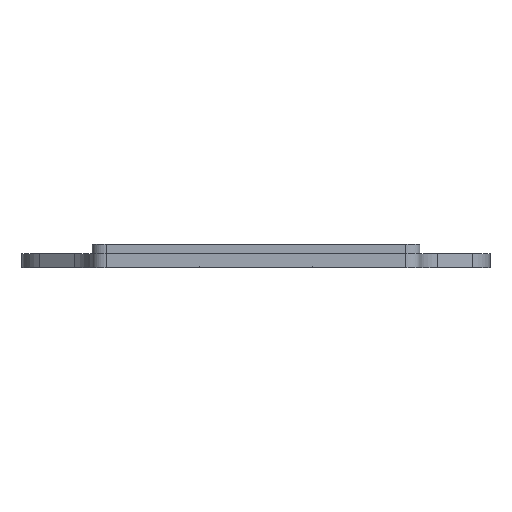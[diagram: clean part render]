
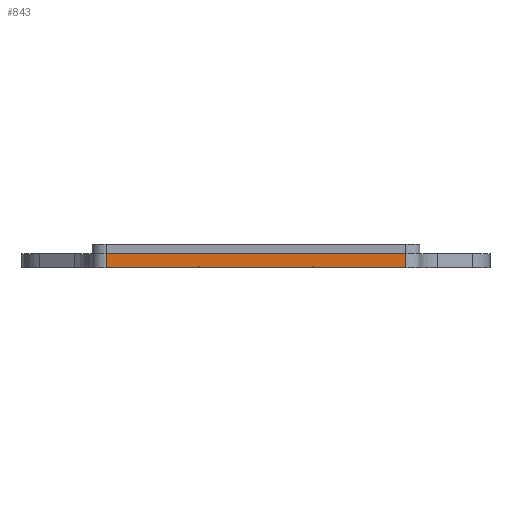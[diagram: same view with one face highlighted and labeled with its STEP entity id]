
A CAD part, left-side view. The second image highlights one B-rep face of the part: STEP entity #843.
In plain terms, the highlighted planar face has unit normal (-1, 0, 0).
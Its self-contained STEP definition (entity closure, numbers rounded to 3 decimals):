
#55 = CARTESIAN_POINT ( 'NONE',  ( -45.619, -26.119, 3. ) ) ;
#64 = DIRECTION ( 'NONE',  ( 0., 1., 0. ) ) ;
#74 = EDGE_CURVE ( 'NONE', #2459, #3192, #1695, .T. ) ;
#160 = VECTOR ( 'NONE', #1312, 1000. ) ;
#469 = CARTESIAN_POINT ( 'NONE',  ( -45.619, 37.881, 0. ) ) ;
#843 = ADVANCED_FACE ( 'NONE', ( #1782 ), #2632, .F. ) ;
#848 = DIRECTION ( 'NONE',  ( 0., -1., 0. ) ) ;
#866 = VECTOR ( 'NONE', #848, 1000. ) ;
#974 = LINE ( 'NONE', #55, #160 ) ;
#996 = CARTESIAN_POINT ( 'NONE',  ( -45.619, -26.119, 0. ) ) ;
#1093 = DIRECTION ( 'NONE',  ( 0., -1., 0. ) ) ;
#1274 = VECTOR ( 'NONE', #2772, 1000. ) ;
#1312 = DIRECTION ( 'NONE',  ( 0., 0., 1. ) ) ;
#1695 = LINE ( 'NONE', #3045, #1997 ) ;
#1703 = LINE ( 'NONE', #469, #1274 ) ;
#1782 = FACE_OUTER_BOUND ( 'NONE', #4118, .T. ) ;
#1896 = ORIENTED_EDGE ( 'NONE', *, *, #2944, .F. ) ;
#1903 = EDGE_CURVE ( 'NONE', #3192, #2437, #974, .T. ) ;
#1997 = VECTOR ( 'NONE', #1093, 1000. ) ;
#2105 = CARTESIAN_POINT ( 'NONE',  ( -45.619, -26.119, 3. ) ) ;
#2235 = ORIENTED_EDGE ( 'NONE', *, *, #74, .T. ) ;
#2437 = VERTEX_POINT ( 'NONE', #2105 ) ;
#2442 = AXIS2_PLACEMENT_3D ( 'NONE', #3939, #2984, #64 ) ;
#2459 = VERTEX_POINT ( 'NONE', #3700 ) ;
#2632 = PLANE ( 'NONE',  #2442 ) ;
#2697 = ORIENTED_EDGE ( 'NONE', *, *, #4090, .T. ) ;
#2772 = DIRECTION ( 'NONE',  ( 0., 0., -1. ) ) ;
#2818 = CARTESIAN_POINT ( 'NONE',  ( -45.619, 52.881, 3. ) ) ;
#2944 = EDGE_CURVE ( 'NONE', #3670, #2437, #3447, .T. ) ;
#2984 = DIRECTION ( 'NONE',  ( 1., 0., 0. ) ) ;
#3045 = CARTESIAN_POINT ( 'NONE',  ( -45.619, 52.881, 0. ) ) ;
#3192 = VERTEX_POINT ( 'NONE', #996 ) ;
#3252 = ORIENTED_EDGE ( 'NONE', *, *, #1903, .T. ) ;
#3447 = LINE ( 'NONE', #2818, #866 ) ;
#3670 = VERTEX_POINT ( 'NONE', #3958 ) ;
#3700 = CARTESIAN_POINT ( 'NONE',  ( -45.619, 37.881, 0. ) ) ;
#3939 = CARTESIAN_POINT ( 'NONE',  ( -45.619, 52.881, 3. ) ) ;
#3958 = CARTESIAN_POINT ( 'NONE',  ( -45.619, 37.881, 3. ) ) ;
#4090 = EDGE_CURVE ( 'NONE', #3670, #2459, #1703, .T. ) ;
#4118 = EDGE_LOOP ( 'NONE', ( #1896, #2697, #2235, #3252 ) ) ;
